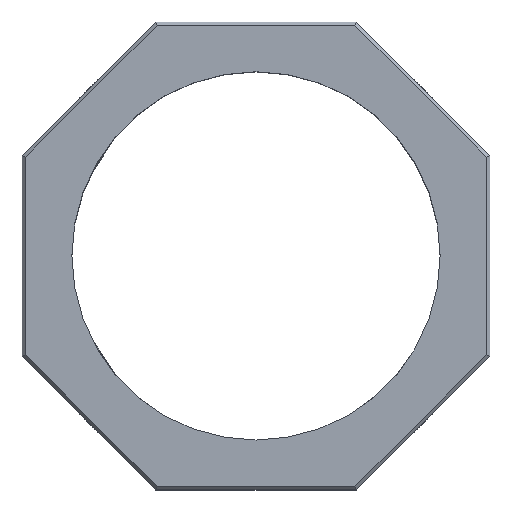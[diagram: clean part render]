
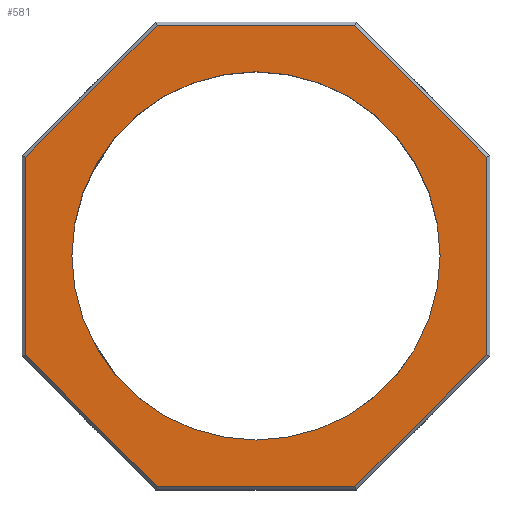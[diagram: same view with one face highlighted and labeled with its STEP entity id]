
A CAD part, top view. The second image highlights one B-rep face of the part: STEP entity #581.
In plain terms, the highlighted planar face has unit normal (0, 0, 1).
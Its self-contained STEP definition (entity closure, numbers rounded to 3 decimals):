
#33=FACE_BOUND('',#111,.T.);
#47=CIRCLE('',#634,27.55);
#72=FACE_OUTER_BOUND('',#110,.T.);
#110=EDGE_LOOP('',(#476,#477,#478,#479,#480,#481,#482,#483));
#111=EDGE_LOOP('',(#484));
#163=LINE('',#875,#226);
#167=LINE('',#882,#230);
#170=LINE('',#888,#233);
#173=LINE('',#894,#236);
#176=LINE('',#899,#239);
#178=LINE('',#903,#241);
#180=LINE('',#907,#243);
#182=LINE('',#910,#245);
#226=VECTOR('',#720,10.);
#230=VECTOR('',#726,10.);
#233=VECTOR('',#731,10.);
#236=VECTOR('',#736,10.);
#239=VECTOR('',#741,10.);
#241=VECTOR('',#745,10.);
#243=VECTOR('',#749,10.);
#245=VECTOR('',#753,10.);
#282=VERTEX_POINT('',#873);
#283=VERTEX_POINT('',#874);
#285=VERTEX_POINT('',#881);
#287=VERTEX_POINT('',#887);
#289=VERTEX_POINT('',#893);
#290=VERTEX_POINT('',#898);
#291=VERTEX_POINT('',#902);
#292=VERTEX_POINT('',#906);
#293=VERTEX_POINT('',#914);
#340=EDGE_CURVE('',#282,#283,#163,.T.);
#344=EDGE_CURVE('',#283,#285,#167,.T.);
#347=EDGE_CURVE('',#285,#287,#170,.T.);
#350=EDGE_CURVE('',#287,#289,#173,.T.);
#353=EDGE_CURVE('',#289,#290,#176,.T.);
#355=EDGE_CURVE('',#290,#291,#178,.T.);
#357=EDGE_CURVE('',#291,#292,#180,.T.);
#359=EDGE_CURVE('',#292,#282,#182,.T.);
#361=EDGE_CURVE('',#293,#293,#47,.T.);
#476=ORIENTED_EDGE('',*,*,#340,.F.);
#477=ORIENTED_EDGE('',*,*,#359,.F.);
#478=ORIENTED_EDGE('',*,*,#357,.F.);
#479=ORIENTED_EDGE('',*,*,#355,.F.);
#480=ORIENTED_EDGE('',*,*,#353,.F.);
#481=ORIENTED_EDGE('',*,*,#350,.F.);
#482=ORIENTED_EDGE('',*,*,#347,.F.);
#483=ORIENTED_EDGE('',*,*,#344,.F.);
#484=ORIENTED_EDGE('',*,*,#361,.T.);
#555=PLANE('',#633);
#581=ADVANCED_FACE('',(#72,#33),#555,.T.);
#633=AXIS2_PLACEMENT_3D('',#913,#757,#758);
#634=AXIS2_PLACEMENT_3D('',#915,#759,#760);
#720=DIRECTION('',(1.,0.,0.));
#726=DIRECTION('',(0.707,-0.707,0.));
#731=DIRECTION('',(0.,-1.,0.));
#736=DIRECTION('',(-0.707,-0.707,0.));
#741=DIRECTION('',(-1.,0.,0.));
#745=DIRECTION('',(-0.707,0.707,0.));
#749=DIRECTION('',(0.,1.,0.));
#753=DIRECTION('',(0.707,0.707,0.));
#757=DIRECTION('center_axis',(0.,0.,1.));
#758=DIRECTION('ref_axis',(1.,0.,0.));
#759=DIRECTION('center_axis',(0.,0.,-1.));
#760=DIRECTION('ref_axis',(1.,0.,0.));
#873=CARTESIAN_POINT('',(-14.793,34.5,15.));
#874=CARTESIAN_POINT('',(14.793,34.5,15.));
#875=CARTESIAN_POINT('',(7.5,34.5,15.));
#881=CARTESIAN_POINT('',(34.5,14.793,15.));
#882=CARTESIAN_POINT('',(29.646,19.646,15.));
#887=CARTESIAN_POINT('',(34.5,-14.793,15.));
#888=CARTESIAN_POINT('',(34.5,-7.5,15.));
#893=CARTESIAN_POINT('',(14.793,-34.5,15.));
#894=CARTESIAN_POINT('',(19.646,-29.646,15.));
#898=CARTESIAN_POINT('',(-14.793,-34.5,15.));
#899=CARTESIAN_POINT('',(-7.5,-34.5,15.));
#902=CARTESIAN_POINT('',(-34.5,-14.793,15.));
#903=CARTESIAN_POINT('',(-29.646,-19.646,15.));
#906=CARTESIAN_POINT('',(-34.5,14.793,15.));
#907=CARTESIAN_POINT('',(-34.5,7.5,15.));
#910=CARTESIAN_POINT('',(-19.646,29.646,15.));
#913=CARTESIAN_POINT('Origin',(0.,0.,15.));
#914=CARTESIAN_POINT('',(-27.55,0.,15.));
#915=CARTESIAN_POINT('Origin',(0.,0.,15.));
